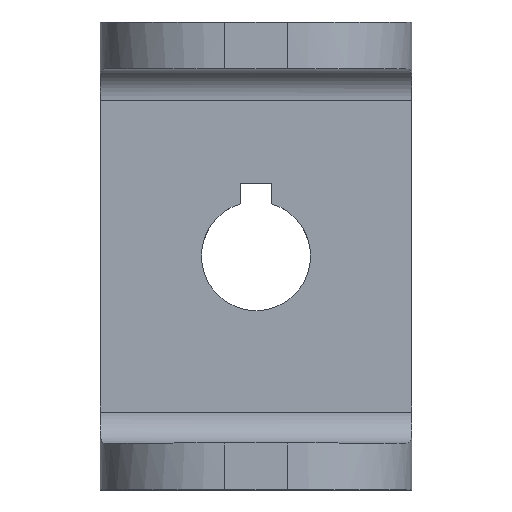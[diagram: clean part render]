
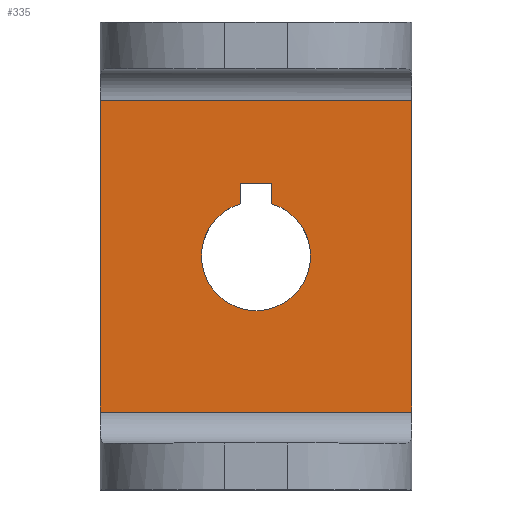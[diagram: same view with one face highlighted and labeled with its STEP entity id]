
A CAD part, top view. The second image highlights one B-rep face of the part: STEP entity #335.
In plain terms, the highlighted planar face has unit normal (0, 0, 1).
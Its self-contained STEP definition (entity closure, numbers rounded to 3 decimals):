
#3 = CARTESIAN_POINT ( 'NONE',  ( 0., 125., 15. ) ) ;
#16 = CARTESIAN_POINT ( 'NONE',  ( -32.5, 75., 15. ) ) ;
#17 = CIRCLE ( 'NONE', #391, 17.5 ) ;
#30 = CARTESIAN_POINT ( 'NONE',  ( -100., 125., 15. ) ) ;
#115 = CARTESIAN_POINT ( 'NONE',  ( -50., 75., 15. ) ) ;
#126 = CARTESIAN_POINT ( 'NONE',  ( 0., 0., 15. ) ) ;
#152 = DIRECTION ( 'NONE',  ( 1., 0., 0. ) ) ;
#157 = CARTESIAN_POINT ( 'NONE',  ( -67.5, 75., 15. ) ) ;
#163 = EDGE_CURVE ( 'NONE', #869, #582, #489, .T. ) ;
#165 = ORIENTED_EDGE ( 'NONE', *, *, #163, .T. ) ;
#179 = AXIS2_PLACEMENT_3D ( 'NONE', #687, #445, #601 ) ;
#180 = EDGE_CURVE ( 'NONE', #380, #869, #729, .T. ) ;
#207 = FACE_BOUND ( 'NONE', #561, .T. ) ;
#234 = LINE ( 'NONE', #237, #554 ) ;
#237 = CARTESIAN_POINT ( 'NONE',  ( 0., 25., 15. ) ) ;
#247 = LINE ( 'NONE', #906, #609 ) ;
#248 = CARTESIAN_POINT ( 'NONE',  ( -44.895, 91.739, 15. ) ) ;
#258 = VERTEX_POINT ( 'NONE', #30 ) ;
#263 = CARTESIAN_POINT ( 'NONE',  ( 0., 98.154, 15. ) ) ;
#268 = DIRECTION ( 'NONE',  ( 1., 0., 0. ) ) ;
#272 = VERTEX_POINT ( 'NONE', #998 ) ;
#282 = VECTOR ( 'NONE', #835, 1000. ) ;
#297 = ORIENTED_EDGE ( 'NONE', *, *, #452, .F. ) ;
#335 = ADVANCED_FACE ( 'NONE', ( #207, #531 ), #681, .T. ) ;
#336 = ORIENTED_EDGE ( 'NONE', *, *, #939, .T. ) ;
#341 = EDGE_CURVE ( 'NONE', #355, #775, #701, .T. ) ;
#355 = VERTEX_POINT ( 'NONE', #940 ) ;
#365 = DIRECTION ( 'NONE',  ( 1., 0., 0. ) ) ;
#374 = ORIENTED_EDGE ( 'NONE', *, *, #341, .T. ) ;
#379 = DIRECTION ( 'NONE',  ( 1., 0., 0. ) ) ;
#380 = VERTEX_POINT ( 'NONE', #849 ) ;
#391 = AXIS2_PLACEMENT_3D ( 'NONE', #425, #888, #578 ) ;
#399 = VECTOR ( 'NONE', #447, 1000. ) ;
#408 = ORIENTED_EDGE ( 'NONE', *, *, #863, .F. ) ;
#425 = CARTESIAN_POINT ( 'NONE',  ( -50., 75., 15. ) ) ;
#445 = DIRECTION ( 'NONE',  ( 0., 0., 1. ) ) ;
#447 = DIRECTION ( 'NONE',  ( 0., 1., 0. ) ) ;
#452 = EDGE_CURVE ( 'NONE', #778, #911, #875, .T. ) ;
#477 = LINE ( 'NONE', #808, #695 ) ;
#489 = LINE ( 'NONE', #660, #943 ) ;
#500 = DIRECTION ( 'NONE',  ( -1., 0., 0. ) ) ;
#526 = EDGE_LOOP ( 'NONE', ( #374, #336, #686, #619 ) ) ;
#527 = LINE ( 'NONE', #850, #399 ) ;
#531 = FACE_OUTER_BOUND ( 'NONE', #526, .T. ) ;
#554 = VECTOR ( 'NONE', #152, 1000. ) ;
#561 = EDGE_LOOP ( 'NONE', ( #865, #408, #873, #165, #925, #297 ) ) ;
#578 = DIRECTION ( 'NONE',  ( 1., 0., 0. ) ) ;
#582 = VERTEX_POINT ( 'NONE', #248 ) ;
#583 = AXIS2_PLACEMENT_3D ( 'NONE', #115, #696, #365 ) ;
#601 = DIRECTION ( 'NONE',  ( 1., 0., 0. ) ) ;
#609 = VECTOR ( 'NONE', #500, 1000. ) ;
#619 = ORIENTED_EDGE ( 'NONE', *, *, #715, .T. ) ;
#622 = DIRECTION ( 'NONE',  ( 0., 0., 1. ) ) ;
#634 = CARTESIAN_POINT ( 'NONE',  ( -44.895, 98.154, 15. ) ) ;
#640 = EDGE_CURVE ( 'NONE', #272, #778, #1008, .T. ) ;
#660 = CARTESIAN_POINT ( 'NONE',  ( -44.895, 0., 15. ) ) ;
#667 = EDGE_CURVE ( 'NONE', #942, #258, #527, .T. ) ;
#681 = PLANE ( 'NONE',  #179 ) ;
#686 = ORIENTED_EDGE ( 'NONE', *, *, #667, .F. ) ;
#687 = CARTESIAN_POINT ( 'NONE',  ( 0., 0., 15. ) ) ;
#693 = VECTOR ( 'NONE', #268, 1000. ) ;
#695 = VECTOR ( 'NONE', #719, 1000. ) ;
#696 = DIRECTION ( 'NONE',  ( 0., 0., 1. ) ) ;
#701 = LINE ( 'NONE', #126, #282 ) ;
#715 = EDGE_CURVE ( 'NONE', #942, #355, #234, .T. ) ;
#719 = DIRECTION ( 'NONE',  ( 0., -1., 0. ) ) ;
#729 = LINE ( 'NONE', #263, #693 ) ;
#775 = VERTEX_POINT ( 'NONE', #3 ) ;
#778 = VERTEX_POINT ( 'NONE', #157 ) ;
#782 = CARTESIAN_POINT ( 'NONE',  ( -50., 75., 15. ) ) ;
#798 = AXIS2_PLACEMENT_3D ( 'NONE', #782, #622, #379 ) ;
#808 = CARTESIAN_POINT ( 'NONE',  ( -55.105, 0., 15. ) ) ;
#835 = DIRECTION ( 'NONE',  ( 0., 1., 0. ) ) ;
#849 = CARTESIAN_POINT ( 'NONE',  ( -55.105, 98.154, 15. ) ) ;
#850 = CARTESIAN_POINT ( 'NONE',  ( -100., 0., 15. ) ) ;
#863 = EDGE_CURVE ( 'NONE', #380, #272, #477, .T. ) ;
#865 = ORIENTED_EDGE ( 'NONE', *, *, #640, .F. ) ;
#869 = VERTEX_POINT ( 'NONE', #634 ) ;
#873 = ORIENTED_EDGE ( 'NONE', *, *, #180, .T. ) ;
#875 = CIRCLE ( 'NONE', #583, 17.5 ) ;
#880 = DIRECTION ( 'NONE',  ( 0., -1., 0. ) ) ;
#888 = DIRECTION ( 'NONE',  ( 0., 0., 1. ) ) ;
#896 = CARTESIAN_POINT ( 'NONE',  ( -100., 25., 15. ) ) ;
#899 = EDGE_CURVE ( 'NONE', #911, #582, #17, .T. ) ;
#906 = CARTESIAN_POINT ( 'NONE',  ( 0., 125., 15. ) ) ;
#911 = VERTEX_POINT ( 'NONE', #16 ) ;
#925 = ORIENTED_EDGE ( 'NONE', *, *, #899, .F. ) ;
#939 = EDGE_CURVE ( 'NONE', #775, #258, #247, .T. ) ;
#940 = CARTESIAN_POINT ( 'NONE',  ( 0., 25., 15. ) ) ;
#942 = VERTEX_POINT ( 'NONE', #896 ) ;
#943 = VECTOR ( 'NONE', #880, 1000. ) ;
#998 = CARTESIAN_POINT ( 'NONE',  ( -55.105, 91.739, 15. ) ) ;
#1008 = CIRCLE ( 'NONE', #798, 17.5 ) ;
